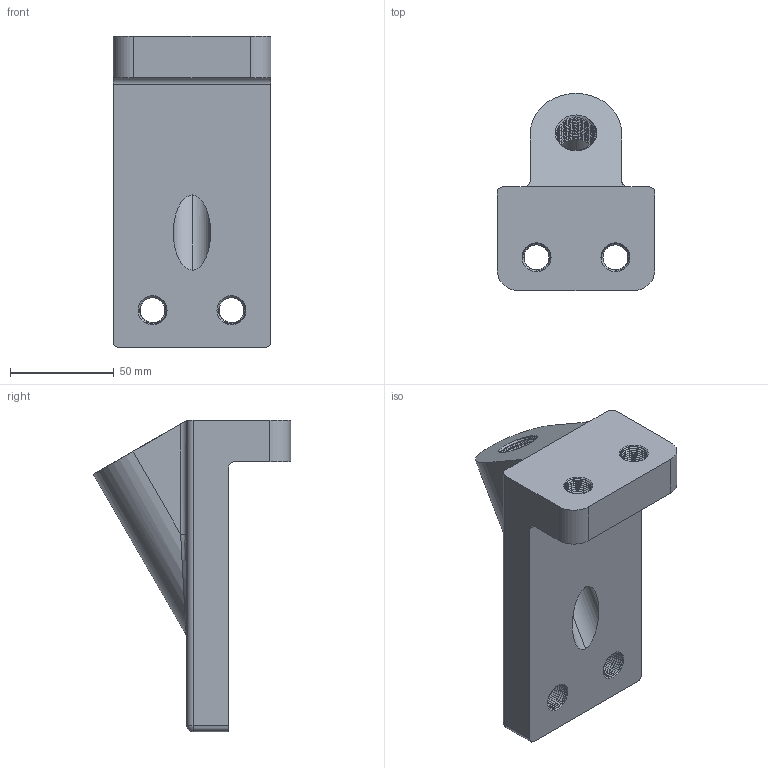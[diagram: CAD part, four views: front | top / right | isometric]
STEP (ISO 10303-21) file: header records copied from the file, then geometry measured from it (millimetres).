
FILE_DESCRIPTION (( 'STEP AP214' ), '1' );
FILE_NAME ('Sample.STEP', '2017-12-15T23:16:54', ( 'default' ), ( '' ), 'SwSTEP 2.0', 'SolidWorks 2017', '' );
FILE_SCHEMA (( 'AUTOMOTIVE_DESIGN' ));
Length unit declared in the file: millimetre
Products named in the file (1): Sample
Bounding box: 76 x 95.03 x 150 mm (x, y, z)
Volume: 324515.1 mm3; surface area: 50387.6 mm2
Topology: 1 solids, 1 shells, 209 faces, 607 edges, 398 vertices
Faces by surface type: cylinder 159, cone 20, bspline 16, plane 12, sphere 2
Entity records: 22314 total; most frequent: CARTESIAN_POINT 17801, ORIENTED_EDGE 1210, DIRECTION 685, EDGE_CURVE 605, VERTEX_POINT 398, AXIS2_PLACEMENT_3D 242, EDGE_LOOP 219, FACE_OUTER_BOUND 209
